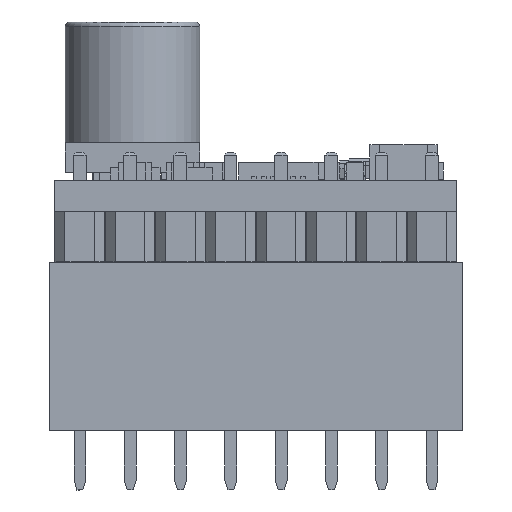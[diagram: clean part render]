
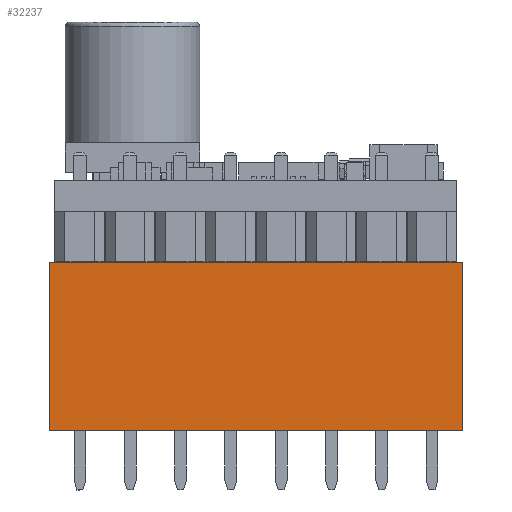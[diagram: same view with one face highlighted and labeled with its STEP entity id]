
A CAD part, left-side view. The second image highlights one B-rep face of the part: STEP entity #32237.
In plain terms, the highlighted face is planar.
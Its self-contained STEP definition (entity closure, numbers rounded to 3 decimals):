
#2656=FACE_OUTER_BOUND('',#4349,.T.);
#4349=EDGE_LOOP('',(#22319,#22320,#22321,#22322));
#6096=LINE('',#42976,#10122);
#6430=LINE('',#43651,#10456);
#6435=LINE('',#43660,#10461);
#6437=LINE('',#43664,#10463);
#10122=VECTOR('',#35539,8.5);
#10456=VECTOR('',#36107,8.5);
#10461=VECTOR('',#36116,20.82);
#10463=VECTOR('',#36122,20.82);
#14148=VERTEX_POINT('',#42973);
#14149=VERTEX_POINT('',#42975);
#14372=VERTEX_POINT('',#43648);
#14373=VERTEX_POINT('',#43650);
#17074=EDGE_CURVE('',#14149,#14148,#6096,.T.);
#17408=EDGE_CURVE('',#14372,#14373,#6430,.T.);
#17413=EDGE_CURVE('',#14149,#14372,#6435,.T.);
#17415=EDGE_CURVE('',#14148,#14373,#6437,.T.);
#22319=ORIENTED_EDGE('',*,*,#17074,.T.);
#22320=ORIENTED_EDGE('',*,*,#17415,.T.);
#22321=ORIENTED_EDGE('',*,*,#17408,.F.);
#22322=ORIENTED_EDGE('',*,*,#17413,.F.);
#30791=PLANE('',#33949);
#32237=ADVANCED_FACE('',(#2656),#30791,.T.);
#33949=AXIS2_PLACEMENT_3D('',#43729,#36155,#36156);
#35539=DIRECTION('',(0.,1.,0.));
#36107=DIRECTION('',(0.,1.,0.));
#36116=DIRECTION('',(1.,0.,0.));
#36122=DIRECTION('',(1.,0.,0.));
#36155=DIRECTION('center_axis',(0.,0.,-1.));
#36156=DIRECTION('ref_axis',(0.,1.,0.));
#42973=CARTESIAN_POINT('',(-10.41,8.5,-1.27));
#42975=CARTESIAN_POINT('',(-10.41,0.,-1.27));
#42976=CARTESIAN_POINT('',(-10.41,0.,-1.27));
#43648=CARTESIAN_POINT('',(10.41,0.,-1.27));
#43650=CARTESIAN_POINT('',(10.41,8.5,-1.27));
#43651=CARTESIAN_POINT('',(10.41,0.,-1.27));
#43660=CARTESIAN_POINT('',(-10.41,0.,-1.27));
#43664=CARTESIAN_POINT('',(-10.41,8.5,-1.27));
#43729=CARTESIAN_POINT('Origin',(-10.41,0.,-1.27));
